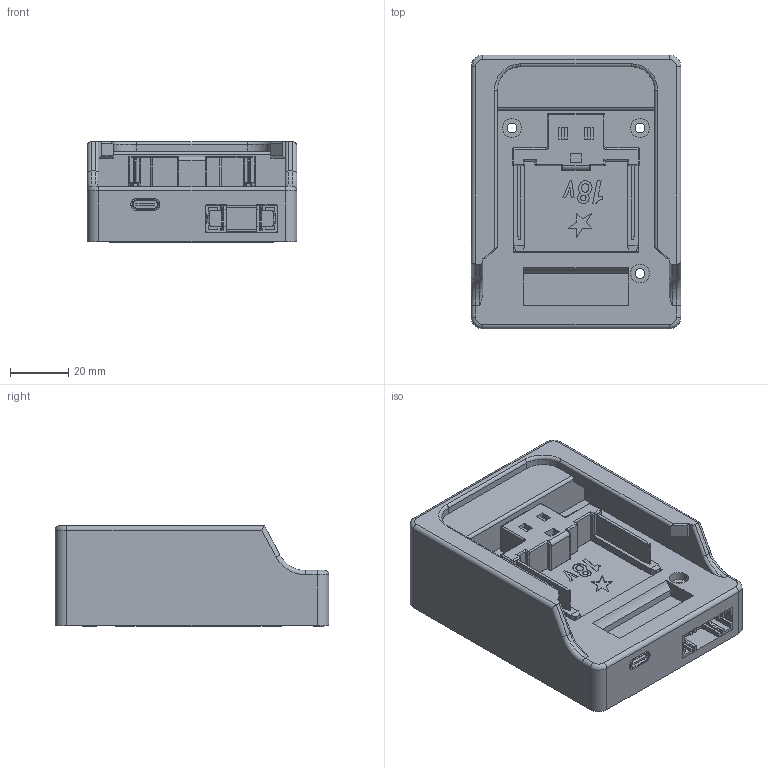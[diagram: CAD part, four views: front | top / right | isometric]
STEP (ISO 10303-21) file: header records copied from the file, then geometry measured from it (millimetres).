
FILE_DESCRIPTION(/* description */ (''),/* implementation_level */ '2;1');
FILE_NAME(/* name */ 'microver-PR.step',/* time_stamp */ '2024-09-27T17:01:21+02:00',/* author */ (''),/* organization */ (''),/* preprocessor_version */ 'ST-DEVELOPER v20',/* originating_system */ 'Autodesk Translation Framework v13.20.0.188',/* authorisation */ '');
FILE_SCHEMA (('AUTOMOTIVE_DESIGN { 1 0 10303 214 3 1 1 }'));
Products named in the file (5): Makita Battery Mounting 04; 18V; Fuse Holder; PJ-038BH; ip6328
Assembly tree (6 placements, depth 2):
  Makita Battery Mounting 04
    18V
    Fuse Holder
    PJ-038BH  x3
    ip6328
Bounding box: 72 x 94 x 34.55 mm (x, y, z)
Volume: 150328.9 mm3; surface area: 48360.1 mm2
Topology: 71 solids, 73 shells, 1994 faces, 5213 edges, 3424 vertices
Faces by surface type: plane 956, bspline 652, cylinder 332, torus 35, sphere 15, cone 4
Full cylindrical faces by diameter (mm): 1 x9, 1.4 x3, 1.87 x1, 2 x5, 2.5 x9, 3.15 x2, 3.4 x3, 3.5 x3, 6 x3, 6.2 x3, 6.5 x3
Entity records: 62888 total; most frequent: CARTESIAN_POINT 23206, ORIENTED_EDGE 9560, DIRECTION 6378, EDGE_CURVE 4780, VERTEX_POINT 3148, LINE 2896, VECTOR 2896, EDGE_LOOP 1958
